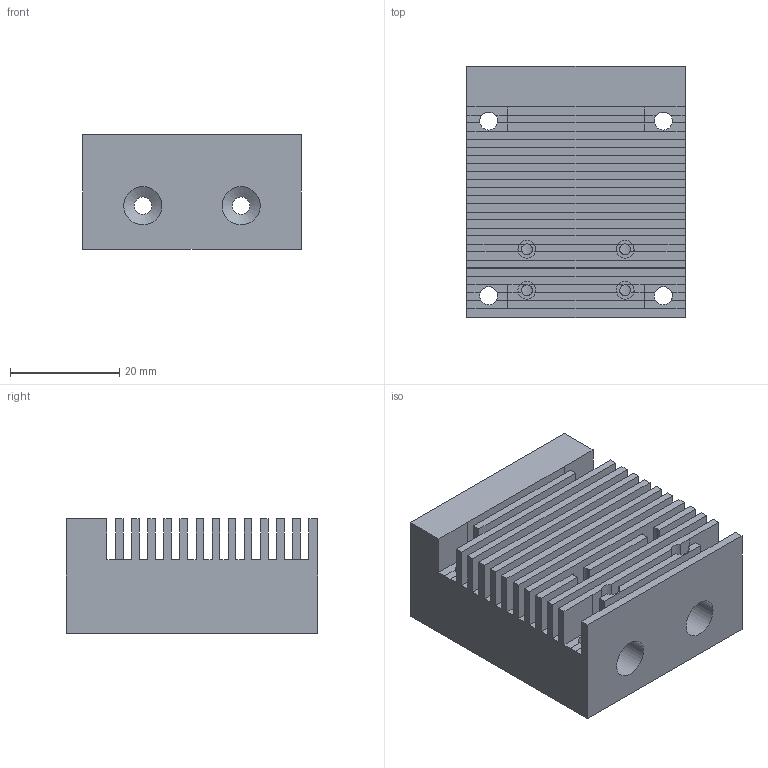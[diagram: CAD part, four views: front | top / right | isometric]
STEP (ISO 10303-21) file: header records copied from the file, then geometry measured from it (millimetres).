
FILE_DESCRIPTION(('FreeCAD Model'),'2;1');
FILE_NAME('Dolores-Dual-2.step','2017-02-27T09:47:52',( 'Author'),(''),'Open CASCADE STEP processor 6.9','FreeCAD','Unknown' );
FILE_SCHEMA(('AUTOMOTIVE_DESIGN_CC2 { 1 2 10303 214 -1 1 5 4 }'));
Length unit declared in the file: millimetre
Products named in the file (2): ASSEMBLY; Pocket007
Assembly tree (1 placements, depth 2):
  ASSEMBLY
    Pocket007
Bounding box: 40 x 46 x 21 mm (x, y, z)
Volume: 28004 mm3; surface area: 16558.9 mm2
Topology: 1 solids, 1 shells, 144 faces, 380 edges, 234 vertices
Faces by surface type: plane 116, cylinder 26, cone 2
Full cylindrical faces by diameter (mm): 2 x4, 3.2 x2, 3.3 x4, 6.35 x2, 7 x2, 14.783 x2
Entity records: 11143 total; most frequent: CARTESIAN_POINT 3530, DIRECTION 1396, LINE 848, VECTOR 848, ORIENTED_EDGE 760, PCURVE 760, DEFINITIONAL_REPRESENTATION 760, EDGE_CURVE 380
